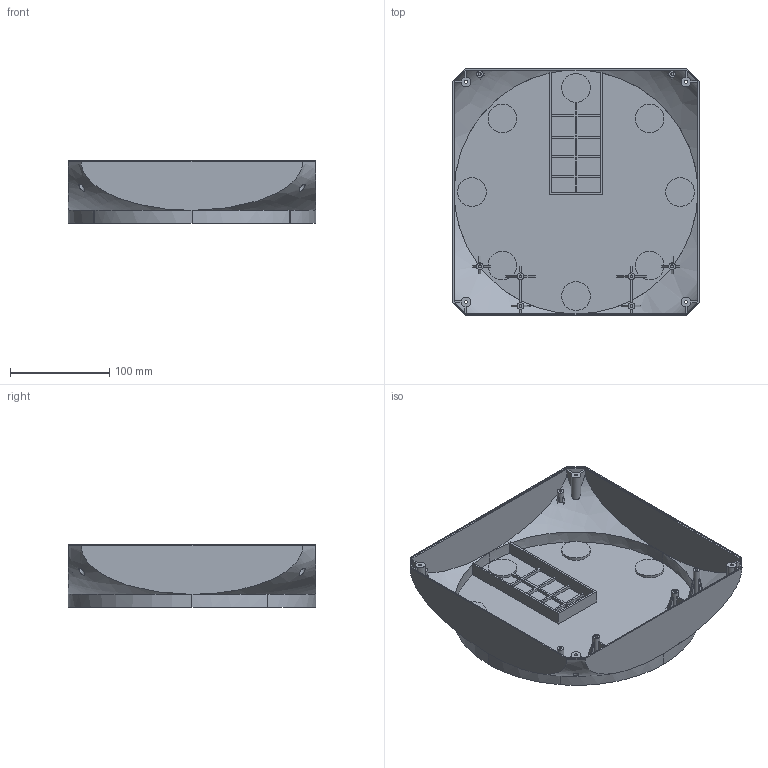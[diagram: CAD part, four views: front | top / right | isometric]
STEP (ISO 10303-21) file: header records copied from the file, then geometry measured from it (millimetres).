
FILE_DESCRIPTION(/* description */ (''),/* implementation_level */ '2;1');
FILE_NAME(/* name */ 'fill.stp',/* time_stamp */ '2017-09-07T16:33:02+09:00',/* author */ (''),/* organization */ (''),/* preprocessor_version */ 'ST-DEVELOPER v16',/* originating_system */ 'SIEMENS PLM Software NX 11.0',/* authorisation */ '');
FILE_SCHEMA (('AP203_CONFIGURATION_CONTROLLED_3D_DESIGN_OF_MECHANICAL_PARTS_AND_ASSEMBLIES_MIM_LF { 1 0 10303 403 2 1 2}'));
Length unit declared in the file: millimetre
Products named in the file (1): kpon33189764vw7a
Bounding box: 250 x 250 x 63.4 mm (x, y, z)
Volume: 249833.4 mm3; surface area: 253693.9 mm2
Topology: 1 solids, 1 shells, 341 faces, 954 edges, 642 vertices
Faces by surface type: plane 241, cylinder 54, bspline 46
Full cylindrical faces by diameter (mm): 2.8 x8, 3 x4, 6 x4, 6.8 x6, 25 x7, 29 x4
Entity records: 37301 total; most frequent: CARTESIAN_POINT 29150, ORIENTED_EDGE 1796, DIRECTION 1385, EDGE_CURVE 898, VERTEX_POINT 619, LINE 513, VECTOR 513, AXIS2_PLACEMENT_3D 436
